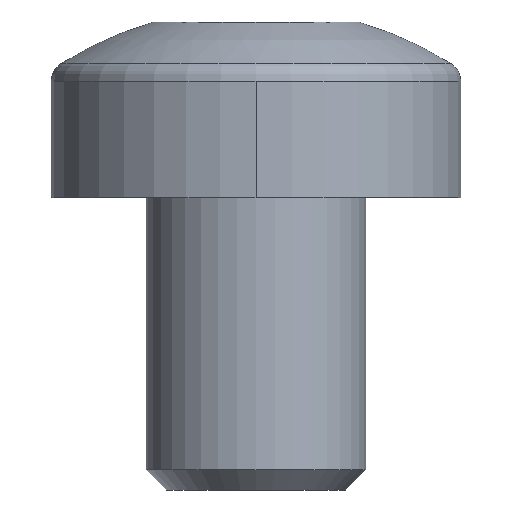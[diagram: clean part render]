
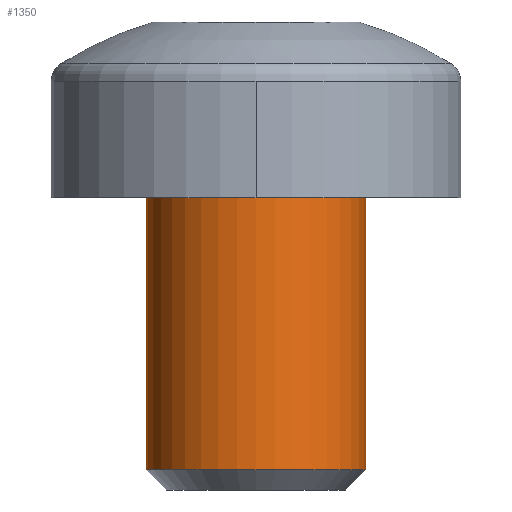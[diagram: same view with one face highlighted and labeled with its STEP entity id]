
A CAD part, front view. The second image highlights one B-rep face of the part: STEP entity #1350.
In plain terms, the highlighted cylindrical face has radius 1.5 mm (diameter 3 mm), a partial arc.
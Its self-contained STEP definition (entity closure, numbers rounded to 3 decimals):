
#1309=CARTESIAN_POINT('',(0.,0.,-1.0));
#1310=DIRECTION('',(0.,0.,1.0));
#1311=DIRECTION('',(1.0,0.0,0.0));
#1312=AXIS2_PLACEMENT_3D('',#1309,#1310,#1311);
#1313=CYLINDRICAL_SURFACE('',#1312,1.5);
#1314=CARTESIAN_POINT('',(1.5,0.,0.));
#1315=VERTEX_POINT('',#1314);
#1316=CARTESIAN_POINT('',(1.5,0.,-3.724));
#1317=VERTEX_POINT('',#1316);
#1318=CARTESIAN_POINT('',(1.5,0.,0.));
#1319=DIRECTION('',(0.0,0.0,-1.0));
#1320=VECTOR('',#1319,3.724);
#1321=LINE('',#1318,#1320);
#1322=EDGE_CURVE('',#1315,#1317,#1321,.T.);
#1323=ORIENTED_EDGE('',*,*,#1322,.F.);
#1324=CARTESIAN_POINT('',(-1.5,0.,0.));
#1325=VERTEX_POINT('',#1324);
#1326=CARTESIAN_POINT('',(0.,0.,0.0));
#1327=DIRECTION('',(0.0,0.0,-1.0));
#1328=DIRECTION('',(1.0,0.0,0.0));
#1329=AXIS2_PLACEMENT_3D('',#1326,#1327,#1328);
#1330=CIRCLE('',#1329,1.5);
#1331=EDGE_CURVE('',#1325,#1315,#1330,.F.);
#1332=ORIENTED_EDGE('',*,*,#1331,.F.);
#1333=CARTESIAN_POINT('',(-1.5,0.,-3.724));
#1334=VERTEX_POINT('',#1333);
#1335=CARTESIAN_POINT('',(-1.5,0.,0.));
#1336=DIRECTION('',(0.0,0.0,-1.0));
#1337=VECTOR('',#1336,3.724);
#1338=LINE('',#1335,#1337);
#1339=EDGE_CURVE('',#1325,#1334,#1338,.T.);
#1340=ORIENTED_EDGE('',*,*,#1339,.T.);
#1341=CARTESIAN_POINT('',(0.,0.,-3.724));
#1342=DIRECTION('',(0.0,0.0,-1.0));
#1343=DIRECTION('',(-1.0,0.0,0.0));
#1344=AXIS2_PLACEMENT_3D('',#1341,#1342,#1343);
#1345=CIRCLE('',#1344,1.5);
#1346=EDGE_CURVE('',#1317,#1334,#1345,.T.);
#1347=ORIENTED_EDGE('',*,*,#1346,.F.);
#1348=EDGE_LOOP('',(#1323,#1332,#1340,#1347));
#1349=FACE_OUTER_BOUND('',#1348,.T.);
#1350=ADVANCED_FACE('',(#1349),#1313,.T.);
